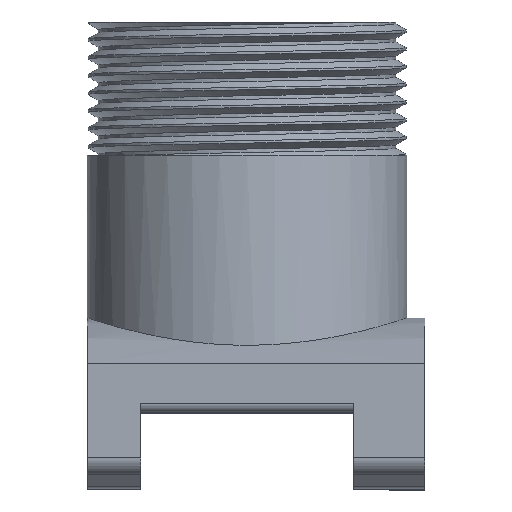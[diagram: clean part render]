
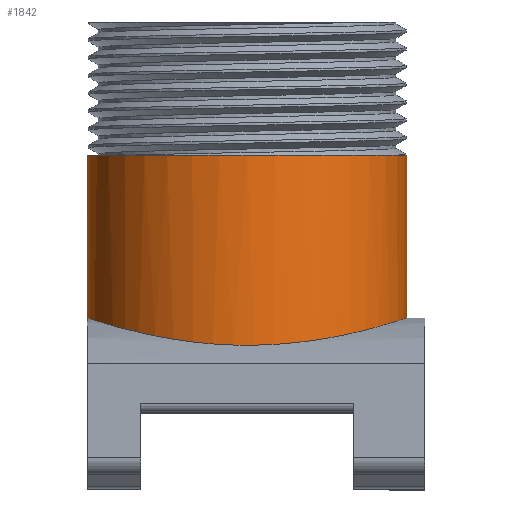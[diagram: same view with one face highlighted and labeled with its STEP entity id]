
A CAD part, top view. The second image highlights one B-rep face of the part: STEP entity #1842.
In plain terms, the highlighted cylindrical face has radius 18 mm (diameter 36 mm), a full revolution.
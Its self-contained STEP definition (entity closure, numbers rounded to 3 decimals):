
#185=FACE_OUTER_BOUND('',#304,.T.);
#304=EDGE_LOOP('',(#1685,#1686,#1687,#1688));
#339=CIRCLE('',#1944,18.);
#461=B_SPLINE_CURVE_WITH_KNOTS('',3,(#5675,#5676,#5677,#5678,#5679,#5680,
#5681,#5682,#5683,#5684,#5685,#5686,#5687,#5688,#5689,#5690,#5691,#5692,
#5693,#5694,#5695,#5696,#5697,#5698,#5699,#5700,#5701,#5702,#5703,#5704,
#5705,#5706,#5707,#5708,#5709,#5710,#5711,#5712,#5713,#5714,#5715,#5716,
#5717,#5718,#5719,#5720,#5721,#5722,#5723,#5724,#5725,#5726,#5727,#5728,
#5729,#5730,#5731,#5732,#5733,#5734,#5735,#5736,#5737,#5738,#5739,#5740,
#5741,#5742,#5743,#5744,#5745,#5746,#5747,#5748,#5749,#5750,#5751),
 .UNSPECIFIED.,.T.,.F.,(4,2,2,2,2,2,2,2,2,2,2,2,2,2,2,2,3,2,2,2,2,2,2,2,
2,2,2,2,2,2,2,2,2,2,2,2,2,4),(2.735,3.077,3.418,
3.76,4.102,4.444,4.786,5.128,
5.47,5.812,6.154,6.496,6.838,
7.179,7.521,7.863,8.205,8.248,
8.297,8.406,8.813,9.413,10.071,
10.57,10.781,10.934,11.011,11.068,
11.131,11.229,11.528,12.14,12.817,
13.339,13.647,13.755,13.846,13.909),
 .UNSPECIFIED.);
#577=LINE('',#5753,#693);
#693=VECTOR('',#2532,18.);
#801=VERTEX_POINT('',#5190);
#812=VERTEX_POINT('',#5486);
#1031=EDGE_CURVE('',#801,#801,#339,.T.);
#1141=EDGE_CURVE('',#812,#812,#461,.T.);
#1142=EDGE_CURVE('',#812,#801,#577,.T.);
#1685=ORIENTED_EDGE('',*,*,#1141,.F.);
#1686=ORIENTED_EDGE('',*,*,#1142,.T.);
#1687=ORIENTED_EDGE('',*,*,#1031,.F.);
#1688=ORIENTED_EDGE('',*,*,#1142,.F.);
#1739=CYLINDRICAL_SURFACE('',#2042,18.);
#1842=ADVANCED_FACE('',(#185),#1739,.T.);
#1944=AXIS2_PLACEMENT_3D('',#5191,#2284,#2285);
#2042=AXIS2_PLACEMENT_3D('',#5752,#2530,#2531);
#2284=DIRECTION('center_axis',(0.,1.,0.));
#2285=DIRECTION('ref_axis',(0.,0.,1.));
#2530=DIRECTION('center_axis',(0.,-1.,0.));
#2531=DIRECTION('ref_axis',(1.,0.,0.));
#2532=DIRECTION('',(0.,1.,0.));
#5190=CARTESIAN_POINT('',(-56.129,72.315,0.));
#5191=CARTESIAN_POINT('Origin',(-38.129,72.315,0.));
#5486=CARTESIAN_POINT('',(-56.129,54.,0.));
#5675=CARTESIAN_POINT('Ctrl Pts',(-20.129,54.,0.));
#5676=CARTESIAN_POINT('Ctrl Pts',(-20.129,54.,1.139));
#5677=CARTESIAN_POINT('Ctrl Pts',(-20.239,53.963,2.314));
#5678=CARTESIAN_POINT('Ctrl Pts',(-20.699,53.812,4.647));
#5679=CARTESIAN_POINT('Ctrl Pts',(-21.049,53.699,5.804));
#5680=CARTESIAN_POINT('Ctrl Pts',(-21.97,53.413,8.02));
#5681=CARTESIAN_POINT('Ctrl Pts',(-22.542,53.241,9.079));
#5682=CARTESIAN_POINT('Ctrl Pts',(-23.861,52.87,11.036));
#5683=CARTESIAN_POINT('Ctrl Pts',(-24.607,52.671,11.934));
#5684=CARTESIAN_POINT('Ctrl Pts',(-26.196,52.286,13.522));
#5685=CARTESIAN_POINT('Ctrl Pts',(-27.093,52.085,14.268));
#5686=CARTESIAN_POINT('Ctrl Pts',(-29.05,51.706,15.587));
#5687=CARTESIAN_POINT('Ctrl Pts',(-30.11,51.528,16.159));
#5688=CARTESIAN_POINT('Ctrl Pts',(-32.324,51.23,17.08));
#5689=CARTESIAN_POINT('Ctrl Pts',(-33.481,51.11,17.43));
#5690=CARTESIAN_POINT('Ctrl Pts',(-35.814,50.951,17.89));
#5691=CARTESIAN_POINT('Ctrl Pts',(-36.99,50.912,18.));
#5692=CARTESIAN_POINT('Ctrl Pts',(-39.269,50.912,18.));
#5693=CARTESIAN_POINT('Ctrl Pts',(-40.445,50.951,17.89));
#5694=CARTESIAN_POINT('Ctrl Pts',(-42.778,51.11,17.43));
#5695=CARTESIAN_POINT('Ctrl Pts',(-43.935,51.23,17.08));
#5696=CARTESIAN_POINT('Ctrl Pts',(-46.149,51.528,16.159));
#5697=CARTESIAN_POINT('Ctrl Pts',(-47.208,51.706,15.587));
#5698=CARTESIAN_POINT('Ctrl Pts',(-49.165,52.085,14.268));
#5699=CARTESIAN_POINT('Ctrl Pts',(-50.063,52.286,13.522));
#5700=CARTESIAN_POINT('Ctrl Pts',(-51.651,52.671,11.934));
#5701=CARTESIAN_POINT('Ctrl Pts',(-52.398,52.87,11.036));
#5702=CARTESIAN_POINT('Ctrl Pts',(-53.716,53.241,9.079));
#5703=CARTESIAN_POINT('Ctrl Pts',(-54.289,53.413,8.02));
#5704=CARTESIAN_POINT('Ctrl Pts',(-55.21,53.699,5.804));
#5705=CARTESIAN_POINT('Ctrl Pts',(-55.56,53.812,4.647));
#5706=CARTESIAN_POINT('Ctrl Pts',(-56.019,53.963,2.314));
#5707=CARTESIAN_POINT('Ctrl Pts',(-56.129,54.,1.139));
#5708=CARTESIAN_POINT('Ctrl Pts',(-56.129,54.,0.));
#5709=CARTESIAN_POINT('Ctrl Pts',(-56.129,54.,-0.144));
#5710=CARTESIAN_POINT('Ctrl Pts',(-56.128,53.999,-0.287));
#5711=CARTESIAN_POINT('Ctrl Pts',(-56.12,53.997,-0.594));
#5712=CARTESIAN_POINT('Ctrl Pts',(-56.114,53.995,-0.758));
#5713=CARTESIAN_POINT('Ctrl Pts',(-56.087,53.986,-1.286));
#5714=CARTESIAN_POINT('Ctrl Pts',(-56.057,53.976,-1.649));
#5715=CARTESIAN_POINT('Ctrl Pts',(-55.865,53.912,-3.359));
#5716=CARTESIAN_POINT('Ctrl Pts',(-55.562,53.812,-4.681));
#5717=CARTESIAN_POINT('Ctrl Pts',(-54.459,53.463,-7.83));
#5718=CARTESIAN_POINT('Ctrl Pts',(-53.499,53.168,-9.575));
#5719=CARTESIAN_POINT('Ctrl Pts',(-50.943,52.484,-12.826));
#5720=CARTESIAN_POINT('Ctrl Pts',(-49.309,52.093,-14.273));
#5721=CARTESIAN_POINT('Ctrl Pts',(-46.048,51.505,-16.248));
#5722=CARTESIAN_POINT('Ctrl Pts',(-44.527,51.287,-16.906));
#5723=CARTESIAN_POINT('Ctrl Pts',(-42.254,51.074,-17.535));
#5724=CARTESIAN_POINT('Ctrl Pts',(-41.567,51.023,-17.683));
#5725=CARTESIAN_POINT('Ctrl Pts',(-40.37,50.958,-17.868));
#5726=CARTESIAN_POINT('Ctrl Pts',(-39.865,50.939,-17.924));
#5727=CARTESIAN_POINT('Ctrl Pts',(-39.102,50.92,-17.976));
#5728=CARTESIAN_POINT('Ctrl Pts',(-38.847,50.916,-17.988));
#5729=CARTESIAN_POINT('Ctrl Pts',(-38.398,50.912,-17.999));
#5730=CARTESIAN_POINT('Ctrl Pts',(-38.205,50.911,-18.001));
#5731=CARTESIAN_POINT('Ctrl Pts',(-37.806,50.912,-17.999));
#5732=CARTESIAN_POINT('Ctrl Pts',(-37.599,50.914,-17.994));
#5733=CARTESIAN_POINT('Ctrl Pts',(-37.065,50.922,-17.972));
#5734=CARTESIAN_POINT('Ctrl Pts',(-36.738,50.93,-17.95));
#5735=CARTESIAN_POINT('Ctrl Pts',(-35.42,50.974,-17.823));
#5736=CARTESIAN_POINT('Ctrl Pts',(-34.44,51.036,-17.646));
#5737=CARTESIAN_POINT('Ctrl Pts',(-31.517,51.302,-16.865));
#5738=CARTESIAN_POINT('Ctrl Pts',(-29.667,51.584,-16.014));
#5739=CARTESIAN_POINT('Ctrl Pts',(-26.16,52.269,-13.627));
#5740=CARTESIAN_POINT('Ctrl Pts',(-24.566,52.673,-12.042));
#5741=CARTESIAN_POINT('Ctrl Pts',(-22.328,53.299,-8.791));
#5742=CARTESIAN_POINT('Ctrl Pts',(-21.558,53.538,-7.239));
#5743=CARTESIAN_POINT('Ctrl Pts',(-20.703,53.811,-4.622));
#5744=CARTESIAN_POINT('Ctrl Pts',(-20.468,53.888,-3.624));
#5745=CARTESIAN_POINT('Ctrl Pts',(-20.267,53.954,-2.254));
#5746=CARTESIAN_POINT('Ctrl Pts',(-20.226,53.968,-1.898));
#5747=CARTESIAN_POINT('Ctrl Pts',(-20.169,53.987,-1.237));
#5748=CARTESIAN_POINT('Ctrl Pts',(-20.151,53.993,-0.934));
#5749=CARTESIAN_POINT('Ctrl Pts',(-20.133,53.999,-0.421));
#5750=CARTESIAN_POINT('Ctrl Pts',(-20.129,54.,-0.211));
#5751=CARTESIAN_POINT('Ctrl Pts',(-20.129,54.,0.));
#5752=CARTESIAN_POINT('Origin',(-38.129,54.,0.));
#5753=CARTESIAN_POINT('',(-56.129,54.,0.));
